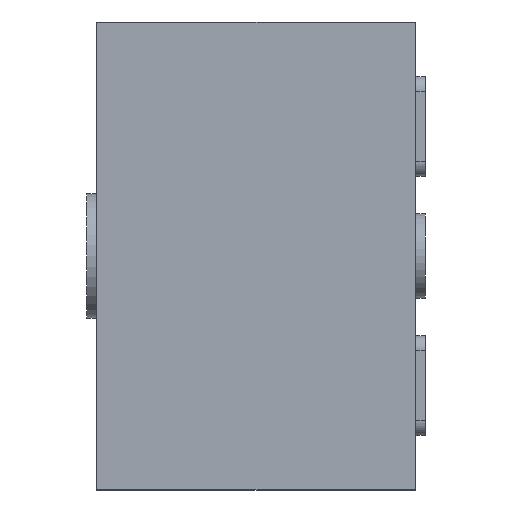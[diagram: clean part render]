
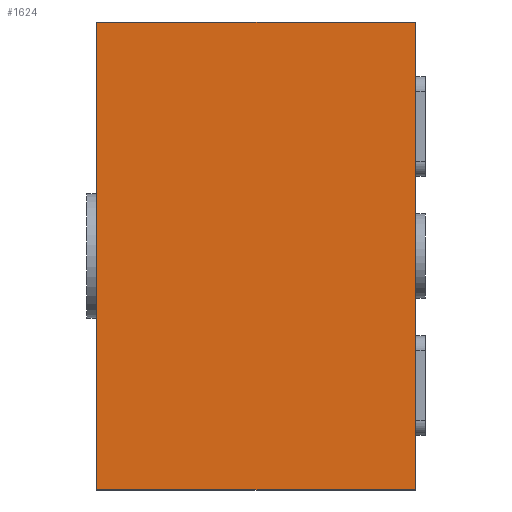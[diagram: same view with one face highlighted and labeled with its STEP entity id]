
A CAD part, left-side view. The second image highlights one B-rep face of the part: STEP entity #1624.
In plain terms, the highlighted planar face has unit normal (-1, 0, 0).
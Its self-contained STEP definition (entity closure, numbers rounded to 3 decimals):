
#32 = AXIS2_PLACEMENT_3D ( 'NONE', #349, #2124, #1951 ) ;
#108 = VERTEX_POINT ( 'NONE', #502 ) ;
#159 = LINE ( 'NONE', #2334, #1919 ) ;
#308 = VECTOR ( 'NONE', #433, 1000. ) ;
#349 = CARTESIAN_POINT ( 'NONE',  ( -0.844, 0.32, 0.47 ) ) ;
#433 = DIRECTION ( 'NONE',  ( 0., -1., 0. ) ) ;
#468 = EDGE_CURVE ( 'NONE', #108, #1001, #1805, .T. ) ;
#502 = CARTESIAN_POINT ( 'NONE',  ( -0.844, 0.32, -0.469 ) ) ;
#558 = VECTOR ( 'NONE', #1775, 1000. ) ;
#755 = DIRECTION ( 'NONE',  ( 0., 0., 1. ) ) ;
#784 = EDGE_CURVE ( 'NONE', #1001, #2154, #1323, .T. ) ;
#957 = CARTESIAN_POINT ( 'NONE',  ( -0.844, 0.32, -0.469 ) ) ;
#1001 = VERTEX_POINT ( 'NONE', #1837 ) ;
#1160 = CARTESIAN_POINT ( 'NONE',  ( -0.844, -0.32, 0.47 ) ) ;
#1323 = LINE ( 'NONE', #1513, #1374 ) ;
#1363 = ORIENTED_EDGE ( 'NONE', *, *, #468, .T. ) ;
#1374 = VECTOR ( 'NONE', #755, 1000. ) ;
#1408 = LINE ( 'NONE', #2186, #558 ) ;
#1422 = VERTEX_POINT ( 'NONE', #2059 ) ;
#1513 = CARTESIAN_POINT ( 'NONE',  ( -0.844, -0.32, 0.47 ) ) ;
#1624 = ADVANCED_FACE ( 'NONE', ( #1968 ), #2377, .F. ) ;
#1730 = ORIENTED_EDGE ( 'NONE', *, *, #2077, .F. ) ;
#1759 = EDGE_LOOP ( 'NONE', ( #2346, #1841, #1730, #1363 ) ) ;
#1775 = DIRECTION ( 'NONE',  ( 0., 0., 1. ) ) ;
#1805 = LINE ( 'NONE', #957, #308 ) ;
#1837 = CARTESIAN_POINT ( 'NONE',  ( -0.844, -0.32, -0.469 ) ) ;
#1841 = ORIENTED_EDGE ( 'NONE', *, *, #2052, .F. ) ;
#1919 = VECTOR ( 'NONE', #2133, 1000. ) ;
#1951 = DIRECTION ( 'NONE',  ( 0., 0., -1. ) ) ;
#1968 = FACE_OUTER_BOUND ( 'NONE', #1759, .T. ) ;
#2052 = EDGE_CURVE ( 'NONE', #1422, #2154, #159, .T. ) ;
#2059 = CARTESIAN_POINT ( 'NONE',  ( -0.844, 0.32, 0.47 ) ) ;
#2077 = EDGE_CURVE ( 'NONE', #108, #1422, #1408, .T. ) ;
#2124 = DIRECTION ( 'NONE',  ( 1., 0., 0. ) ) ;
#2133 = DIRECTION ( 'NONE',  ( 0., -1., 0. ) ) ;
#2154 = VERTEX_POINT ( 'NONE', #1160 ) ;
#2186 = CARTESIAN_POINT ( 'NONE',  ( -0.844, 0.32, 0.47 ) ) ;
#2334 = CARTESIAN_POINT ( 'NONE',  ( -0.844, 0.32, 0.47 ) ) ;
#2346 = ORIENTED_EDGE ( 'NONE', *, *, #784, .T. ) ;
#2377 = PLANE ( 'NONE',  #32 ) ;
